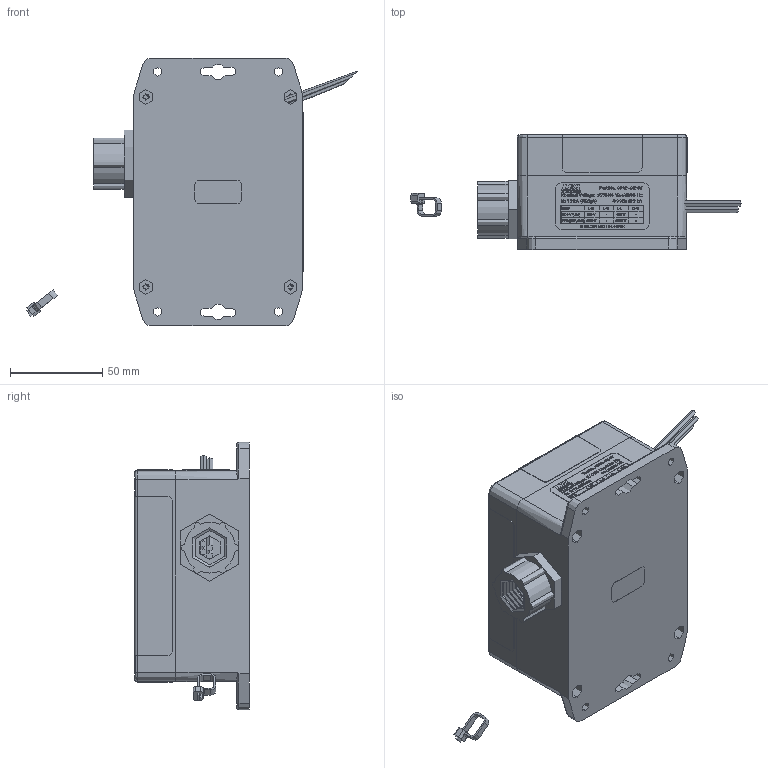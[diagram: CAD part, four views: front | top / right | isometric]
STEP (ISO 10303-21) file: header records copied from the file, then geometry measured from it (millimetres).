
FILE_DESCRIPTION (( 'STEP AP214' ), '1' );
FILE_NAME ('SP50-4803Y-E.STEP', '2019-01-28T20:39:37', ( '' ), ( '' ), 'SwSTEP 2.0', 'SolidWorks 2018', '' );
FILE_SCHEMA (( 'AUTOMOTIVE_DESIGN' ));
Length unit declared in the file: inch
Products named in the file (23): 2003-4118; Nut^SP50-4803Y; 2003-4108; Wires^SP50-4803Y; Screw^SP50-4803Y; SP50-4803Y-E; Zip tie^SP50-4803Y; Lid^SP50-4803Y; Screw^SP50-4803Y_91735A154; Base^SP50-4803Y; 2003-1052
Assembly tree (16 placements, depth 2):
  2003-4118
  2003-4108
  SP50-4803Y-E
    Screw^SP50-4803Y
    Screw^SP50-4803Y
    Screw^SP50-4803Y
    Screw^SP50-4803Y
  Wires^SP50-4803Y
  Zip tie^SP50-4803Y
Bounding box: 179.33 x 62.18 x 145.03 mm (x, y, z)
Volume: 303470.7 mm3; surface area: 156223.2 mm2
Topology: 15 solids, 15 shells, 4253 faces, 11493 edges, 7630 vertices
Faces by surface type: plane 1959, bspline 1326, cylinder 874, cone 62, torus 24, sphere 8
Entity records: 225436 total; most frequent: CARTESIAN_POINT 108013, ORIENTED_EDGE 19238, DIRECTION 11699, EDGE_CURVE 9619, VERTEX_POINT 6375, LINE 6205, VECTOR 6205, EDGE_LOOP 4004
